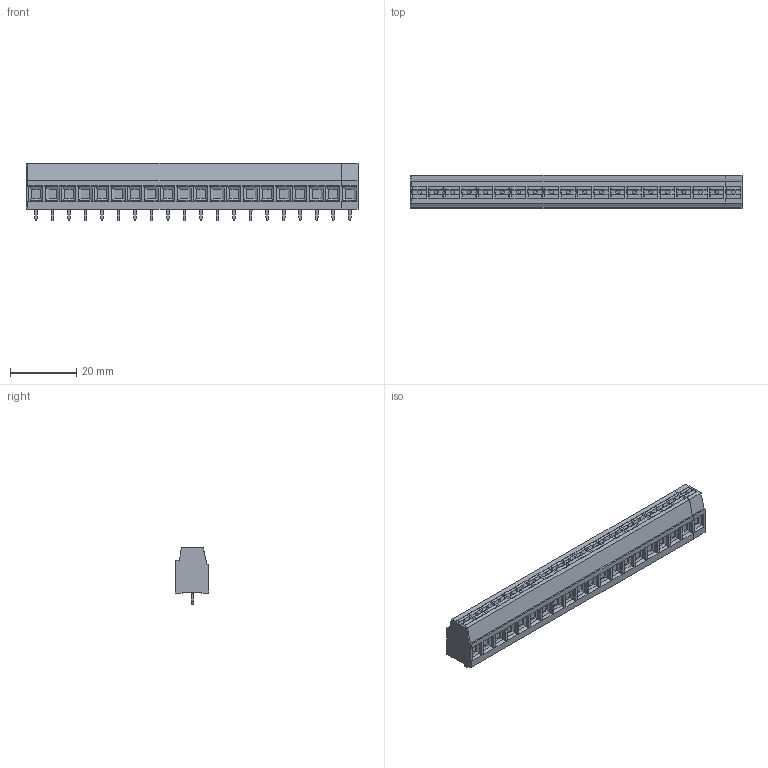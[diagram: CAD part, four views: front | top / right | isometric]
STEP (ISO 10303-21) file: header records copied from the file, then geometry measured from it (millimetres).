
FILE_DESCRIPTION(('CATIA V5 STEP Exchange','CAx-IF Rec.Pracs.--- Model Styling and Organization---1.4--- 2014-01-23'),'2;1');
FILE_NAME ('D1528713_0_2786730000_2786730000.stp','2022-04-26T14:04:23+00:00',('none'),('Weidmueller'),'CATIA Version 5-6 Release 2016 SP3 HF44','CATIA V5 STEP AP214','none');
FILE_SCHEMA(('AUTOMOTIVE_DESIGN { 1 0 10303 214 1 1 1 1 }'));
Products named in the file (1): 2786730000
Bounding box: 100.5 x 10 x 17.3 mm (x, y, z)
Volume: 11904 mm3; surface area: 8029.4 mm2
Topology: 43 solids, 84 shells, 2096 faces, 5716 edges, 3828 vertices
Faces by surface type: plane 1945, cylinder 139, cone 12
Entity records: 61239 total; most frequent: CARTESIAN_POINT 13295, ORIENTED_EDGE 11432, DIRECTION 7277, EDGE_CURVE 5716, VECTOR 5131, LINE 5131, VERTEX_POINT 3828, EDGE_LOOP 2176
